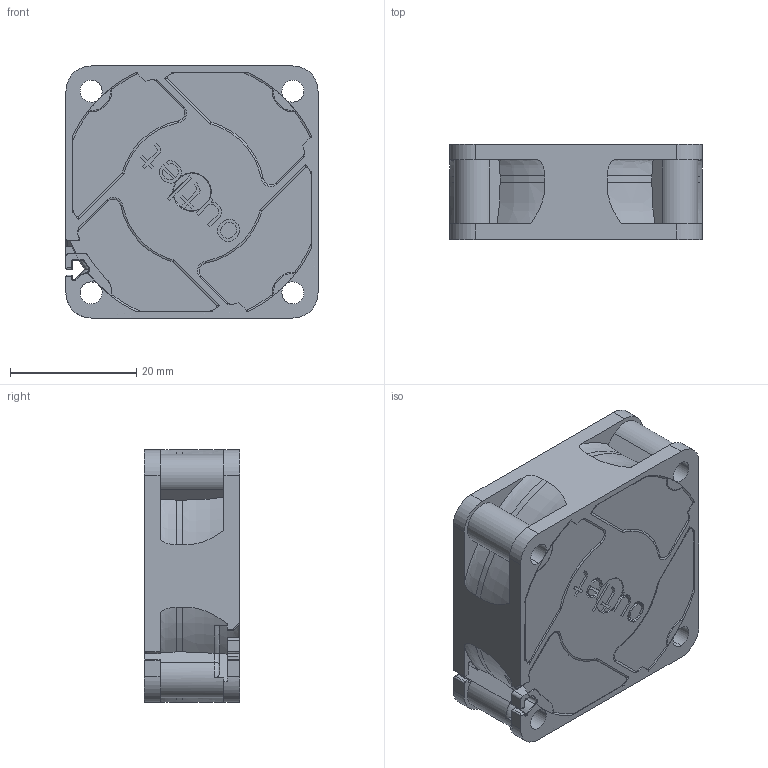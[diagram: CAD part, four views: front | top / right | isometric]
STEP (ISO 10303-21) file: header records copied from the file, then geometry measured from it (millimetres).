
FILE_DESCRIPTION((''),'2;1');
FILE_NAME('4102109700','2019-01-10T',('LIEN.CHEN'),(''),'PRO/ENGINEER BY PARAMETRIC TECHNOLOGY CORPORATION, 2012060','PRO/ENGINEER BY PARAMETRIC TECHNOLOGY CORPORATION, 2012060','');
FILE_SCHEMA(('CONFIG_CONTROL_DESIGN'));
Length unit declared in the file: millimetre
Products named in the file (1): 4102109700
Bounding box: 40 x 15.14 x 40 mm (x, y, z)
Volume: 21651 mm3; surface area: 6911 mm2
Topology: 1 solids, 1 shells, 496 faces, 1497 edges, 1011 vertices
Faces by surface type: plane 343, cylinder 78, revolution 34, torus 26, bspline 11, cone 3, sphere 1
Entity records: 18627 total; most frequent: CARTESIAN_POINT 5166, ORIENTED_EDGE 2994, DIRECTION 2565, EDGE_CURVE 1497, VECTOR 1019, LINE 1019, VERTEX_POINT 1012, AXIS2_PLACEMENT_3D 756
